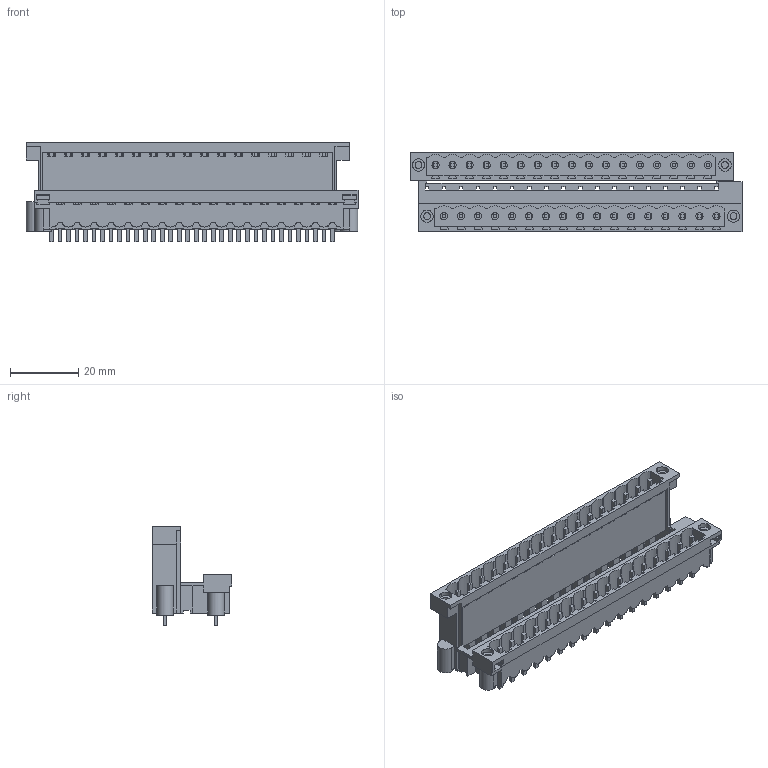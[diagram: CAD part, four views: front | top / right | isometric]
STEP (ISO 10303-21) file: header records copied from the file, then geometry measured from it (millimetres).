
FILE_DESCRIPTION(('CATIA V5 STEP Exchange','CAx-IF Rec.Pracs.--- Model Styling and Organization---1.2---2011-12-15'),'2;1');
FILE_NAME ('D1458335_0_1881420000_1881420000.stp','2018-03-30T11:56:57+00:00',('none'),('Weidmueller'),'CATIA Version 5-6 Release 2014','CATIA V5 STEP AP214','none');
FILE_SCHEMA(('AUTOMOTIVE_DESIGN { 1 0 10303 214 1 1 1 1 }'));
Length unit declared in the file: millimetre
Products named in the file (1): 1881420000
Bounding box: 97.5 x 23.43 x 29.36 mm (x, y, z)
Volume: 15542.5 mm3; surface area: 24842 mm2
Topology: 39 solids, 39 shells, 1378 faces, 4238 edges, 2892 vertices
Faces by surface type: plane 1224, cylinder 154
Entity records: 46523 total; most frequent: CARTESIAN_POINT 8507, ORIENTED_EDGE 8476, DIRECTION 6229, EDGE_CURVE 4238, VECTOR 3830, LINE 3830, VERTEX_POINT 2892, EDGE_LOOP 1522
